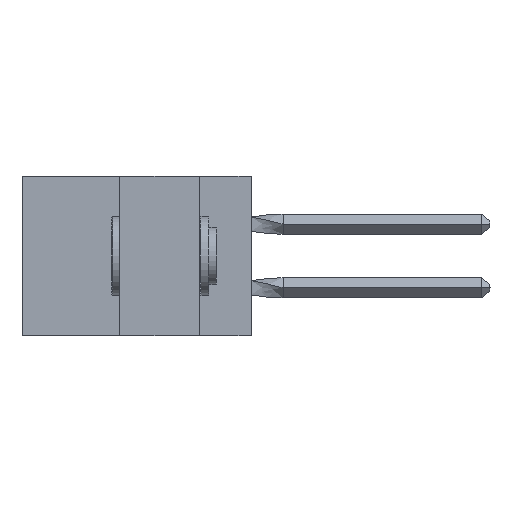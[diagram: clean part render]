
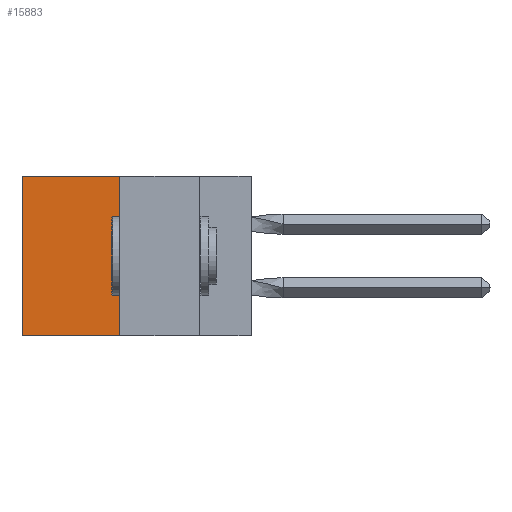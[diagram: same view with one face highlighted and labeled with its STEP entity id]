
A CAD part, left-side view. The second image highlights one B-rep face of the part: STEP entity #15883.
In plain terms, the highlighted planar face has unit normal (-1, 0, 0).
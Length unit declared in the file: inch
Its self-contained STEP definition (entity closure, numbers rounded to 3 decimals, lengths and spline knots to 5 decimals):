
#267 = VECTOR ( 'NONE', #18599, 39.37008 ) ;
#419 = VERTEX_POINT ( 'NONE', #13339 ) ;
#1018 = LINE ( 'NONE', #23104, #21777 ) ;
#1138 = ORIENTED_EDGE ( 'NONE', *, *, #16661, .T. ) ;
#1220 = AXIS2_PLACEMENT_3D ( 'NONE', #25553, #13436, #11761 ) ;
#2768 = VERTEX_POINT ( 'NONE', #11950 ) ;
#2855 = LINE ( 'NONE', #18484, #15097 ) ;
#3589 = ORIENTED_EDGE ( 'NONE', *, *, #22762, .F. ) ;
#5389 = VERTEX_POINT ( 'NONE', #25993 ) ;
#5774 = ORIENTED_EDGE ( 'NONE', *, *, #18602, .T. ) ;
#6417 = DIRECTION ( 'NONE',  ( 0., 1., 0. ) ) ;
#7944 = EDGE_LOOP ( 'NONE', ( #5774, #11211, #3589, #1138 ) ) ;
#9113 = EDGE_CURVE ( 'NONE', #10158, #2768, #1018, .T. ) ;
#9368 = LINE ( 'NONE', #19046, #10606 ) ;
#10158 = VERTEX_POINT ( 'NONE', #18522 ) ;
#10606 = VECTOR ( 'NONE', #19137, 39.37008 ) ;
#11211 = ORIENTED_EDGE ( 'NONE', *, *, #9113, .F. ) ;
#11761 = DIRECTION ( 'NONE',  ( 0., 0., -1. ) ) ;
#11950 = CARTESIAN_POINT ( 'NONE',  ( 0.305, 0.72, -0.5 ) ) ;
#13339 = CARTESIAN_POINT ( 'NONE',  ( 0.305, 0.72, 0. ) ) ;
#13436 = DIRECTION ( 'NONE',  ( 1., 0., 0. ) ) ;
#14346 = CARTESIAN_POINT ( 'NONE',  ( 0.305, 0.413, -0.5 ) ) ;
#15097 = VECTOR ( 'NONE', #6417, 39.37008 ) ;
#15883 = ADVANCED_FACE ( 'NONE', ( #25945 ), #25638, .F. ) ;
#16279 = LINE ( 'NONE', #14346, #267 ) ;
#16661 = EDGE_CURVE ( 'NONE', #5389, #419, #2855, .T. ) ;
#18484 = CARTESIAN_POINT ( 'NONE',  ( 0.305, 0.413, 0. ) ) ;
#18522 = CARTESIAN_POINT ( 'NONE',  ( 0.305, 0.413, -0.5 ) ) ;
#18599 = DIRECTION ( 'NONE',  ( 0., 0., -1. ) ) ;
#18602 = EDGE_CURVE ( 'NONE', #419, #2768, #9368, .T. ) ;
#19046 = CARTESIAN_POINT ( 'NONE',  ( 0.305, 0.72, -0.5 ) ) ;
#19137 = DIRECTION ( 'NONE',  ( 0., 0., -1. ) ) ;
#21777 = VECTOR ( 'NONE', #23009, 39.37008 ) ;
#22762 = EDGE_CURVE ( 'NONE', #5389, #10158, #16279, .T. ) ;
#23009 = DIRECTION ( 'NONE',  ( 0., 1., 0. ) ) ;
#23104 = CARTESIAN_POINT ( 'NONE',  ( 0.305, 0.413, -0.5 ) ) ;
#25553 = CARTESIAN_POINT ( 'NONE',  ( 0.305, 0.413, -0.5 ) ) ;
#25638 = PLANE ( 'NONE',  #1220 ) ;
#25945 = FACE_OUTER_BOUND ( 'NONE', #7944, .T. ) ;
#25993 = CARTESIAN_POINT ( 'NONE',  ( 0.305, 0.413, 0. ) ) ;
